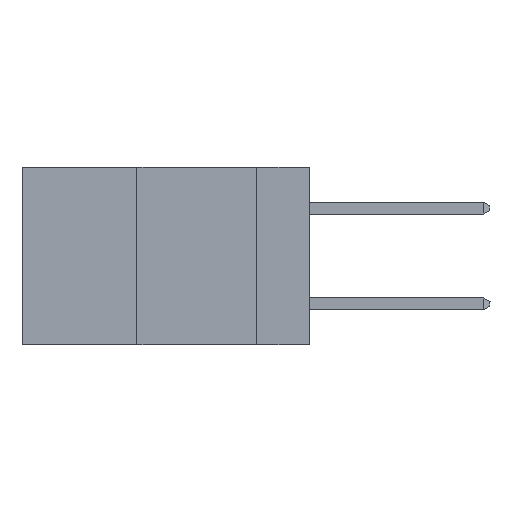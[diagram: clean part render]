
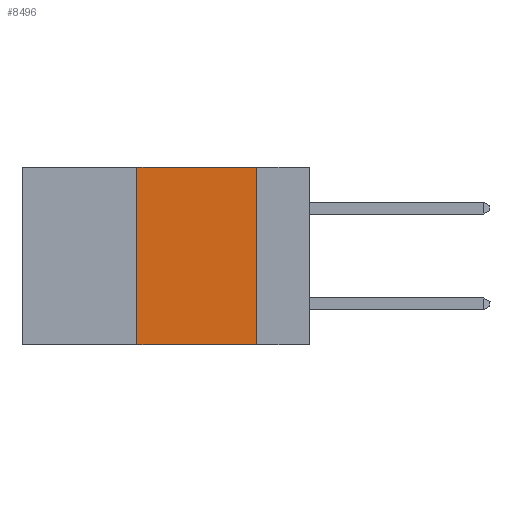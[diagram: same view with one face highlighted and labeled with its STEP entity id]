
A CAD part, left-side view. The second image highlights one B-rep face of the part: STEP entity #8496.
In plain terms, the highlighted planar face has unit normal (-1, 0, 0).
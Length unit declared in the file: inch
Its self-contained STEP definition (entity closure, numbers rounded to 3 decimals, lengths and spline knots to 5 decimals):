
#713 = DIRECTION ( 'NONE',  ( 0., 0., 1. ) ) ;
#879 = VECTOR ( 'NONE', #15165, 39.37008 ) ;
#1004 = EDGE_CURVE ( 'NONE', #3403, #12313, #12325, .T. ) ;
#1216 = DIRECTION ( 'NONE',  ( 0., -1., 0. ) ) ;
#3403 = VERTEX_POINT ( 'NONE', #17136 ) ;
#3517 = ORIENTED_EDGE ( 'NONE', *, *, #3563, .F. ) ;
#3563 = EDGE_CURVE ( 'NONE', #16724, #18416, #4963, .T. ) ;
#4597 = EDGE_CURVE ( 'NONE', #3403, #18416, #7783, .T. ) ;
#4687 = CARTESIAN_POINT ( 'NONE',  ( 0., 0.11, 0. ) ) ;
#4963 = LINE ( 'NONE', #4687, #879 ) ;
#5351 = ORIENTED_EDGE ( 'NONE', *, *, #9921, .F. ) ;
#5470 = EDGE_LOOP ( 'NONE', ( #3517, #5351, #15874, #15485 ) ) ;
#6331 = DIRECTION ( 'NONE',  ( 1., 0., 0. ) ) ;
#6776 = CARTESIAN_POINT ( 'NONE',  ( 0., 0.6, -0.37 ) ) ;
#6849 = CARTESIAN_POINT ( 'NONE',  ( 0., 0.36, 0. ) ) ;
#7783 = LINE ( 'NONE', #6776, #16641 ) ;
#7816 = CARTESIAN_POINT ( 'NONE',  ( 0., 0.6, 0. ) ) ;
#8496 = ADVANCED_FACE ( 'NONE', ( #11392 ), #16465, .F. ) ;
#8754 = VECTOR ( 'NONE', #1216, 39.37008 ) ;
#9527 = DIRECTION ( 'NONE',  ( 0., -1., 0. ) ) ;
#9921 = EDGE_CURVE ( 'NONE', #12313, #16724, #18299, .T. ) ;
#11310 = CARTESIAN_POINT ( 'NONE',  ( 0., 0.11, 0. ) ) ;
#11392 = FACE_OUTER_BOUND ( 'NONE', #5470, .T. ) ;
#11899 = DIRECTION ( 'NONE',  ( 0., 0., -1. ) ) ;
#12313 = VERTEX_POINT ( 'NONE', #13102 ) ;
#12325 = LINE ( 'NONE', #6849, #16734 ) ;
#12385 = CARTESIAN_POINT ( 'NONE',  ( 0., 0.11, -0.37 ) ) ;
#13102 = CARTESIAN_POINT ( 'NONE',  ( 0., 0.36, 0. ) ) ;
#13249 = CARTESIAN_POINT ( 'NONE',  ( 0., 0.6, 0. ) ) ;
#15165 = DIRECTION ( 'NONE',  ( 0., 0., -1. ) ) ;
#15485 = ORIENTED_EDGE ( 'NONE', *, *, #4597, .T. ) ;
#15874 = ORIENTED_EDGE ( 'NONE', *, *, #1004, .F. ) ;
#16465 = PLANE ( 'NONE',  #17699 ) ;
#16641 = VECTOR ( 'NONE', #9527, 39.37008 ) ;
#16724 = VERTEX_POINT ( 'NONE', #11310 ) ;
#16734 = VECTOR ( 'NONE', #713, 39.37008 ) ;
#17136 = CARTESIAN_POINT ( 'NONE',  ( 0., 0.36, -0.37 ) ) ;
#17699 = AXIS2_PLACEMENT_3D ( 'NONE', #13249, #6331, #11899 ) ;
#18299 = LINE ( 'NONE', #7816, #8754 ) ;
#18416 = VERTEX_POINT ( 'NONE', #12385 ) ;
